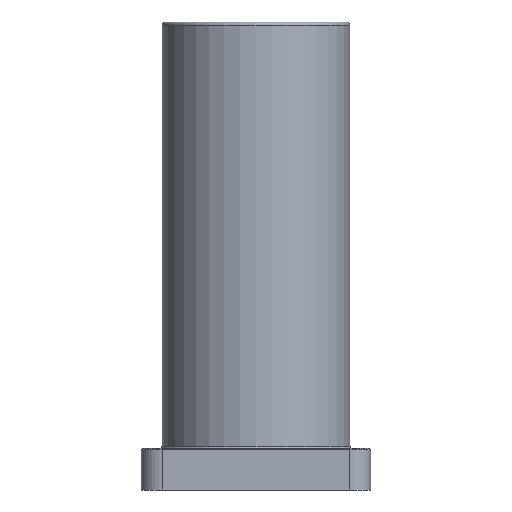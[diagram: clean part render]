
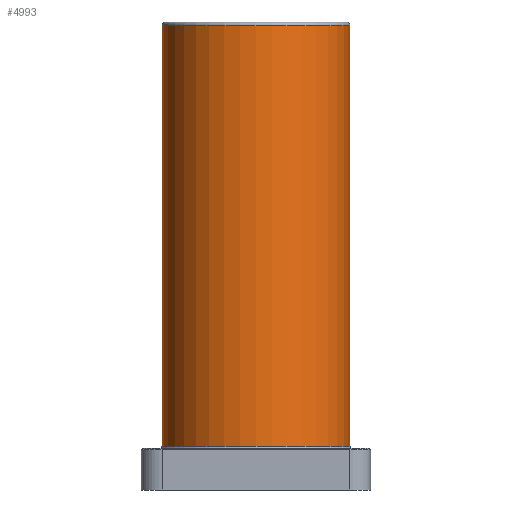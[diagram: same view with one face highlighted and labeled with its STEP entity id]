
A CAD part, left-side view. The second image highlights one B-rep face of the part: STEP entity #4993.
In plain terms, the highlighted cylindrical face has radius 28.575 mm (diameter 57.15 mm), a partial arc.
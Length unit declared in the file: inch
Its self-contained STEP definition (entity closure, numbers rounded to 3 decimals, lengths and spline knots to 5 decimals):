
#34 = CARTESIAN_POINT ( 'NONE',  ( 0., -1.125, 5.565 ) ) ;
#229 = CARTESIAN_POINT ( 'NONE',  ( 0., 1.125, 5.565 ) ) ;
#430 = FACE_OUTER_BOUND ( 'NONE', #6031, .T. ) ;
#681 = ORIENTED_EDGE ( 'NONE', *, *, #5700, .T. ) ;
#738 = VERTEX_POINT ( 'NONE', #6147 ) ;
#980 = ORIENTED_EDGE ( 'NONE', *, *, #4437, .T. ) ;
#1326 = CARTESIAN_POINT ( 'NONE',  ( 0., 0., 0.526 ) ) ;
#1722 = LINE ( 'NONE', #3052, #6053 ) ;
#1854 = EDGE_CURVE ( 'NONE', #4005, #3564, #1722, .T. ) ;
#2132 = LINE ( 'NONE', #5209, #2953 ) ;
#2178 = AXIS2_PLACEMENT_3D ( 'NONE', #1326, #5828, #5009 ) ;
#2584 = CARTESIAN_POINT ( 'NONE',  ( 0., -1.125, 0.526 ) ) ;
#2797 = DIRECTION ( 'NONE',  ( 0., 0., -1. ) ) ;
#2953 = VECTOR ( 'NONE', #2797, 39.37008 ) ;
#3052 = CARTESIAN_POINT ( 'NONE',  ( 0., -1.125, -0.03 ) ) ;
#3278 = VERTEX_POINT ( 'NONE', #229 ) ;
#3564 = VERTEX_POINT ( 'NONE', #2584 ) ;
#3574 = ORIENTED_EDGE ( 'NONE', *, *, #6632, .T. ) ;
#3587 = DIRECTION ( 'NONE',  ( 0., 0., -1. ) ) ;
#3707 = DIRECTION ( 'NONE',  ( 0., 0., -1. ) ) ;
#3984 = AXIS2_PLACEMENT_3D ( 'NONE', #5494, #3707, #4914 ) ;
#4005 = VERTEX_POINT ( 'NONE', #34 ) ;
#4437 = EDGE_CURVE ( 'NONE', #4005, #3278, #7567, .T. ) ;
#4731 = ORIENTED_EDGE ( 'NONE', *, *, #1854, .F. ) ;
#4886 = CYLINDRICAL_SURFACE ( 'NONE', #6515, 1.125 ) ;
#4914 = DIRECTION ( 'NONE',  ( 0., -1., 0. ) ) ;
#4927 = DIRECTION ( 'NONE',  ( 0., 0., -1. ) ) ;
#4993 = ADVANCED_FACE ( 'NONE', ( #430 ), #4886, .T. ) ;
#5009 = DIRECTION ( 'NONE',  ( 0., -1., 0. ) ) ;
#5209 = CARTESIAN_POINT ( 'NONE',  ( 0., 1.125, -0.03 ) ) ;
#5494 = CARTESIAN_POINT ( 'NONE',  ( 0., 0., 5.565 ) ) ;
#5700 = EDGE_CURVE ( 'NONE', #3278, #738, #2132, .T. ) ;
#5828 = DIRECTION ( 'NONE',  ( 0., 0., 1. ) ) ;
#5876 = CIRCLE ( 'NONE', #2178, 1.125 ) ;
#6031 = EDGE_LOOP ( 'NONE', ( #4731, #980, #681, #3574 ) ) ;
#6053 = VECTOR ( 'NONE', #3587, 39.37008 ) ;
#6147 = CARTESIAN_POINT ( 'NONE',  ( 0., 1.125, 0.526 ) ) ;
#6242 = CARTESIAN_POINT ( 'NONE',  ( 0., 0., -0.03 ) ) ;
#6515 = AXIS2_PLACEMENT_3D ( 'NONE', #6242, #4927, #6753 ) ;
#6632 = EDGE_CURVE ( 'NONE', #738, #3564, #5876, .T. ) ;
#6753 = DIRECTION ( 'NONE',  ( 0., 1., 0. ) ) ;
#7567 = CIRCLE ( 'NONE', #3984, 1.125 ) ;
